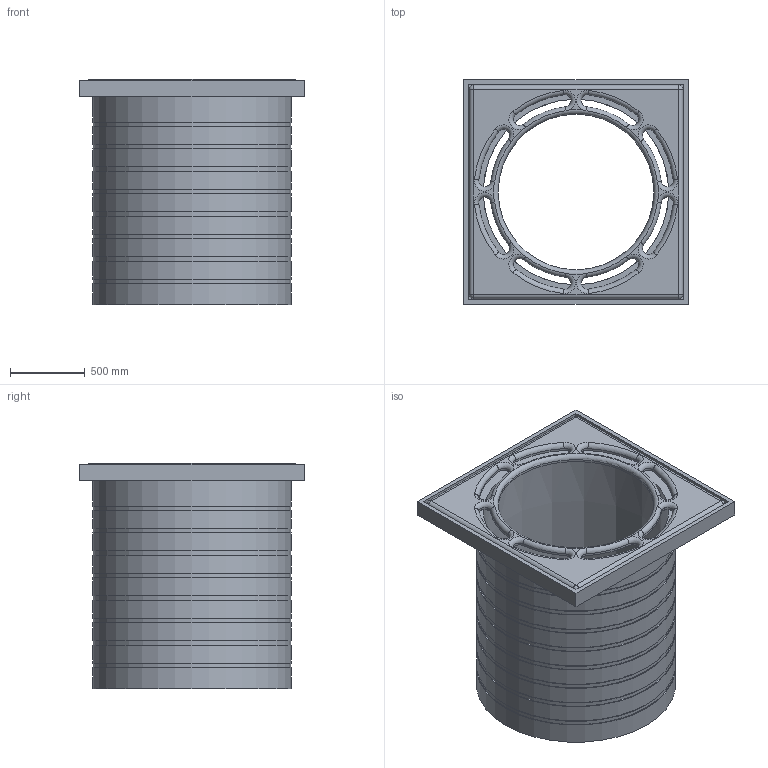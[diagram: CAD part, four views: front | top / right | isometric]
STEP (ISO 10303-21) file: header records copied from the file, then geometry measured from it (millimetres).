
FILE_DESCRIPTION(/* description */ (''),/* implementation_level */ '2;1');
FILE_NAME(/* name */ '16090.100X_3D.stp',/* time_stamp */ '2024-12-12T06:55:31+01:00',/* author */ ('CAD'),/* organization */ (''),/* preprocessor_version */ 'ST-DEVELOPER v20',/* originating_system */ 'AutoCAD Mechanical',/* authorisation */ '');
FILE_SCHEMA (('AUTOMOTIVE_DESIGN { 1 0 10303 214 3 1 1 }'));
Length unit declared in the file: centimetre
Products named in the file (2): Product; *S0
Assembly tree (1 placements, depth 2):
  Product
    *S0
Bounding box: 1500 x 1500 x 1505 mm (x, y, z)
Volume: 249450644 mm3; surface area: 18123912.4 mm2
Topology: 2 solids, 2 shells, 238 faces, 538 edges, 324 vertices
Faces by surface type: cylinder 107, torus 66, plane 56, sphere 8, cone 1
Full cylindrical faces by diameter (mm): 35 x4, 80 x4, 1040 x1, 1070 x1, 1320 x8, 1330 x9
Entity records: 6890 total; most frequent: DIRECTION 1370, CARTESIAN_POINT 1199, ORIENTED_EDGE 1076, AXIS2_PLACEMENT_3D 607, EDGE_CURVE 538, CIRCLE 366, VERTEX_POINT 324, EDGE_LOOP 278
